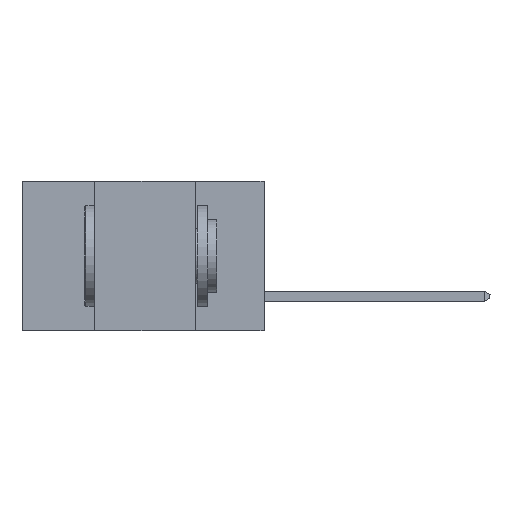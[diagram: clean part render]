
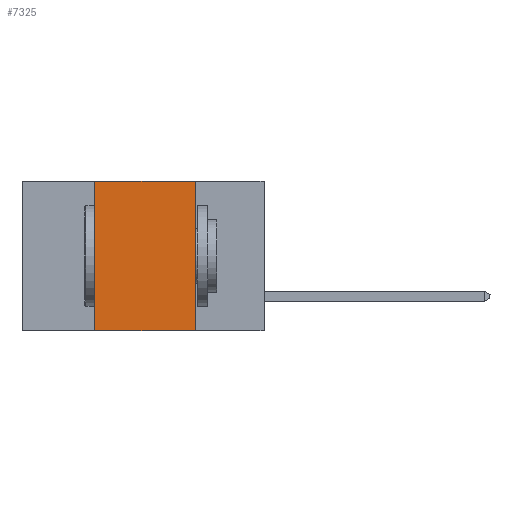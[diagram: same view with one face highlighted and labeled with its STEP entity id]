
A CAD part, left-side view. The second image highlights one B-rep face of the part: STEP entity #7325.
In plain terms, the highlighted planar face has unit normal (-1, 0, 0).
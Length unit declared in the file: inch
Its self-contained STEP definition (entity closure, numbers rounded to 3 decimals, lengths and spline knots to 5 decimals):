
#1175 = VERTEX_POINT ( 'NONE', #5480 ) ;
#1257 = DIRECTION ( 'NONE',  ( 0., 0., -1. ) ) ;
#1587 = ORIENTED_EDGE ( 'NONE', *, *, #10031, .F. ) ;
#2028 = VECTOR ( 'NONE', #15223, 39.37008 ) ;
#2424 = VECTOR ( 'NONE', #17126, 39.37008 ) ;
#3329 = LINE ( 'NONE', #7113, #2424 ) ;
#3474 = ORIENTED_EDGE ( 'NONE', *, *, #16127, .F. ) ;
#3588 = VERTEX_POINT ( 'NONE', #13479 ) ;
#3749 = VECTOR ( 'NONE', #10447, 39.37008 ) ;
#5265 = LINE ( 'NONE', #7526, #3749 ) ;
#5480 = CARTESIAN_POINT ( 'NONE',  ( 0., 0.17, 0. ) ) ;
#5481 = DIRECTION ( 'NONE',  ( 1., 0., 0. ) ) ;
#5919 = VERTEX_POINT ( 'NONE', #16668 ) ;
#7067 = EDGE_LOOP ( 'NONE', ( #1587, #3474, #17256, #17712 ) ) ;
#7113 = CARTESIAN_POINT ( 'NONE',  ( 0., 0.42, 0. ) ) ;
#7325 = ADVANCED_FACE ( 'NONE', ( #10556 ), #9752, .F. ) ;
#7526 = CARTESIAN_POINT ( 'NONE',  ( 0., 0.6, 0. ) ) ;
#8145 = EDGE_CURVE ( 'NONE', #5919, #3588, #13877, .T. ) ;
#9210 = CARTESIAN_POINT ( 'NONE',  ( 0., 0.42, 0. ) ) ;
#9752 = PLANE ( 'NONE',  #17422 ) ;
#9839 = VECTOR ( 'NONE', #10772, 39.37008 ) ;
#10031 = EDGE_CURVE ( 'NONE', #1175, #3588, #10761, .T. ) ;
#10447 = DIRECTION ( 'NONE',  ( 0., -1., 0. ) ) ;
#10556 = FACE_OUTER_BOUND ( 'NONE', #7067, .T. ) ;
#10579 = VERTEX_POINT ( 'NONE', #9210 ) ;
#10761 = LINE ( 'NONE', #14765, #9839 ) ;
#10772 = DIRECTION ( 'NONE',  ( 0., 0., -1. ) ) ;
#11207 = CARTESIAN_POINT ( 'NONE',  ( 0., 0.6, 0. ) ) ;
#12358 = CARTESIAN_POINT ( 'NONE',  ( 0., 0.6, -0.37 ) ) ;
#13479 = CARTESIAN_POINT ( 'NONE',  ( 0., 0.17, -0.37 ) ) ;
#13877 = LINE ( 'NONE', #12358, #2028 ) ;
#14765 = CARTESIAN_POINT ( 'NONE',  ( 0., 0.17, 0. ) ) ;
#15223 = DIRECTION ( 'NONE',  ( 0., -1., 0. ) ) ;
#15400 = EDGE_CURVE ( 'NONE', #5919, #10579, #3329, .T. ) ;
#16127 = EDGE_CURVE ( 'NONE', #10579, #1175, #5265, .T. ) ;
#16668 = CARTESIAN_POINT ( 'NONE',  ( 0., 0.42, -0.37 ) ) ;
#17126 = DIRECTION ( 'NONE',  ( 0., 0., 1. ) ) ;
#17256 = ORIENTED_EDGE ( 'NONE', *, *, #15400, .F. ) ;
#17422 = AXIS2_PLACEMENT_3D ( 'NONE', #11207, #5481, #1257 ) ;
#17712 = ORIENTED_EDGE ( 'NONE', *, *, #8145, .T. ) ;
